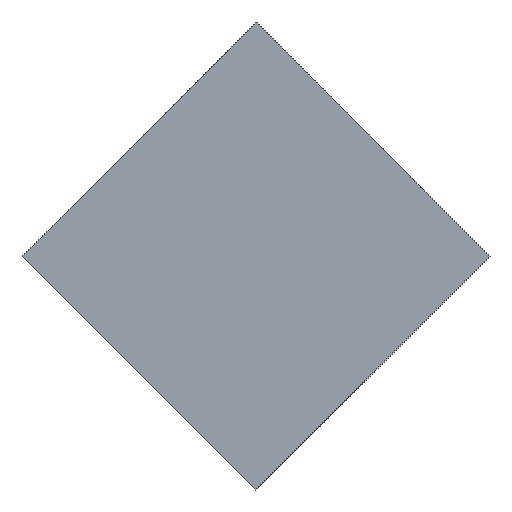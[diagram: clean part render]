
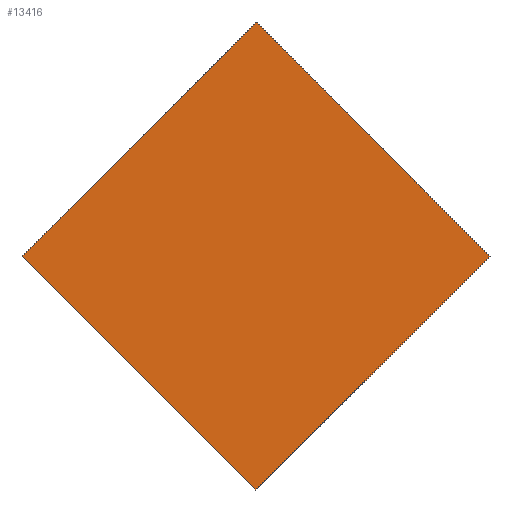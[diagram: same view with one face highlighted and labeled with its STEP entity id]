
A CAD part, front view. The second image highlights one B-rep face of the part: STEP entity #13416.
In plain terms, the highlighted planar face has unit normal (0, -1, 0).
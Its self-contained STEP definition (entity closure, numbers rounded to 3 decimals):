
#53 = EDGE_CURVE ( 'NONE', #9363, #10380, #12398, .T. ) ;
#426 = CARTESIAN_POINT ( 'NONE',  ( -5.25, -0.4, 5.25 ) ) ;
#1092 = VECTOR ( 'NONE', #14714, 1000. ) ;
#1600 = LINE ( 'NONE', #6936, #15848 ) ;
#1704 = CARTESIAN_POINT ( 'NONE',  ( 5.25, -0.4, -5.25 ) ) ;
#1770 = AXIS2_PLACEMENT_3D ( 'NONE', #1704, #9934, #14975 ) ;
#2523 = CARTESIAN_POINT ( 'NONE',  ( 5.25, -0.4, 5.25 ) ) ;
#2935 = CARTESIAN_POINT ( 'NONE',  ( -5.25, -0.4, 5.25 ) ) ;
#3294 = CARTESIAN_POINT ( 'NONE',  ( 5.25, -0.4, 5.25 ) ) ;
#3920 = ORIENTED_EDGE ( 'NONE', *, *, #53, .F. ) ;
#4175 = CARTESIAN_POINT ( 'NONE',  ( -5.25, -0.4, -5.25 ) ) ;
#4940 = VECTOR ( 'NONE', #13783, 1000. ) ;
#5221 = PLANE ( 'NONE',  #1770 ) ;
#6461 = ORIENTED_EDGE ( 'NONE', *, *, #8481, .F. ) ;
#6537 = LINE ( 'NONE', #2523, #11266 ) ;
#6936 = CARTESIAN_POINT ( 'NONE',  ( -5.25, -0.4, -5.25 ) ) ;
#8481 = EDGE_CURVE ( 'NONE', #10380, #15473, #16426, .T. ) ;
#8562 = ORIENTED_EDGE ( 'NONE', *, *, #13381, .F. ) ;
#8636 = VERTEX_POINT ( 'NONE', #16908 ) ;
#9363 = VERTEX_POINT ( 'NONE', #4175 ) ;
#9934 = DIRECTION ( 'NONE',  ( 0., -1., 0. ) ) ;
#10123 = ORIENTED_EDGE ( 'NONE', *, *, #13800, .F. ) ;
#10380 = VERTEX_POINT ( 'NONE', #15197 ) ;
#11266 = VECTOR ( 'NONE', #13417, 1000. ) ;
#12398 = LINE ( 'NONE', #426, #4940 ) ;
#12696 = DIRECTION ( 'NONE',  ( -1., 0., 0. ) ) ;
#13381 = EDGE_CURVE ( 'NONE', #15473, #8636, #6537, .T. ) ;
#13416 = ADVANCED_FACE ( 'NONE', ( #17118 ), #5221, .T. ) ;
#13417 = DIRECTION ( 'NONE',  ( 0., 0., -1. ) ) ;
#13783 = DIRECTION ( 'NONE',  ( 0., 0., 1. ) ) ;
#13800 = EDGE_CURVE ( 'NONE', #8636, #9363, #1600, .T. ) ;
#14714 = DIRECTION ( 'NONE',  ( 1., 0., 0. ) ) ;
#14728 = EDGE_LOOP ( 'NONE', ( #8562, #6461, #3920, #10123 ) ) ;
#14975 = DIRECTION ( 'NONE',  ( 0., 0., -1. ) ) ;
#15197 = CARTESIAN_POINT ( 'NONE',  ( -5.25, -0.4, 5.25 ) ) ;
#15473 = VERTEX_POINT ( 'NONE', #3294 ) ;
#15848 = VECTOR ( 'NONE', #12696, 1000. ) ;
#16426 = LINE ( 'NONE', #2935, #1092 ) ;
#16908 = CARTESIAN_POINT ( 'NONE',  ( 5.25, -0.4, -5.25 ) ) ;
#17118 = FACE_OUTER_BOUND ( 'NONE', #14728, .T. ) ;
